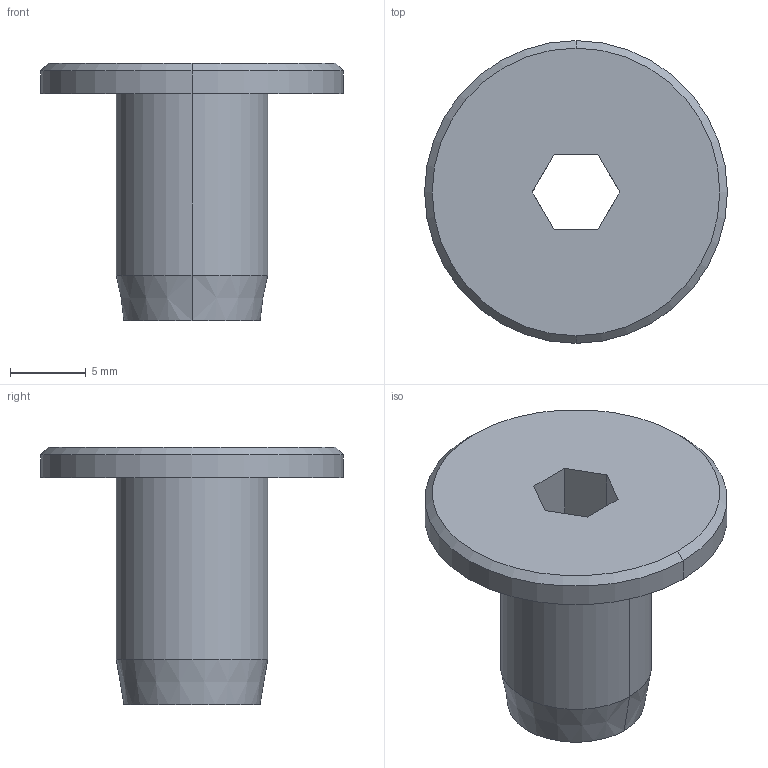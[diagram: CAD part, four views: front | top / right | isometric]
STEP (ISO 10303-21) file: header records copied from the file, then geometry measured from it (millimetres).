
FILE_DESCRIPTION (( 'STEP AP203' ), '1' );
FILE_NAME ('58383-240-8.step', '2018-12-04T13:29:12', ( '' ), ( '' ), 'SwSTEP 2.0', 'SolidWorks 2015', '' );
FILE_SCHEMA (( 'CONFIG_CONTROL_DESIGN' ));
Length unit declared in the file: millimetre
Products named in the file (1): 58383-240-8
Bounding box: 20 x 20 x 17 mm (x, y, z)
Volume: 1216.8 mm3; surface area: 1472.6 mm2
Topology: 1 solids, 1 shells, 296 faces, 781 edges, 518 vertices
Faces by surface type: bspline 150, plane 132, cone 8, cylinder 6
Entity records: 17100 total; most frequent: CARTESIAN_POINT 10722, ORIENTED_EDGE 1562, DIRECTION 785, EDGE_CURVE 781, VERTEX_POINT 518, VECTOR 455, LINE 455, EDGE_LOOP 329
